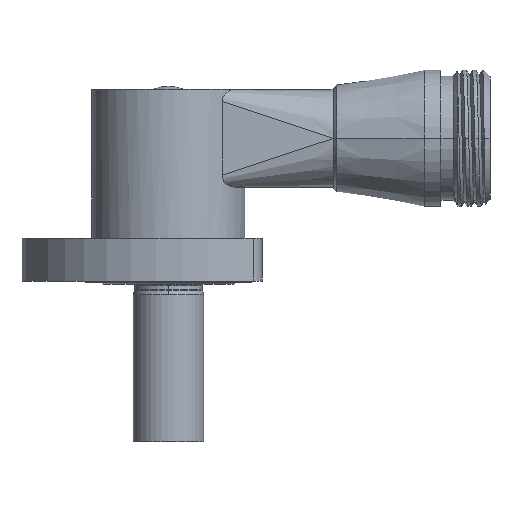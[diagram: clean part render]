
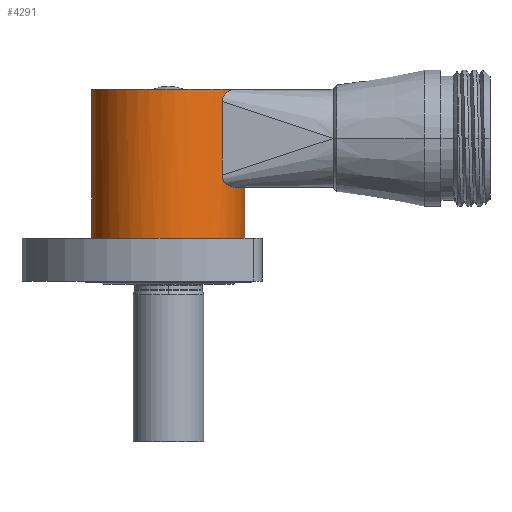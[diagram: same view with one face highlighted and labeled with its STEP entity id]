
A CAD part, front view. The second image highlights one B-rep face of the part: STEP entity #4291.
In plain terms, the highlighted cylindrical face has radius 12.5 mm (diameter 25 mm), a partial arc.
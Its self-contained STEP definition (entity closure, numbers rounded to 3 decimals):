
#35=CARTESIAN_POINT('',(0.,0.,0.2));
#36=DIRECTION('',(0.,0.,1.));
#37=DIRECTION('',(-1.,0.,0.));
#38=AXIS2_PLACEMENT_3D('',#35,#36,#37);
#78=DIRECTION('',(0.,0.,-1.));
#79=VECTOR('',#78,11.1);
#80=CARTESIAN_POINT('',(12.5,0.,11.3));
#81=LINE('',#80,#79);
#82=CARTESIAN_POINT('',(8.765,-8.912,13.3));
#83=CARTESIAN_POINT('',(8.765,-8.912,13.175));
#84=CARTESIAN_POINT('',(8.787,-8.89,12.928));
#85=CARTESIAN_POINT('',(8.908,-8.77,12.551));
#86=CARTESIAN_POINT('',(9.123,-8.548,12.205));
#87=CARTESIAN_POINT('',(9.412,-8.23,11.906));
#88=CARTESIAN_POINT('',(9.753,-7.826,11.66));
#89=CARTESIAN_POINT('',(10.13,-7.334,11.467));
#90=CARTESIAN_POINT('',(10.532,-6.747,11.336));
#91=CARTESIAN_POINT('',(10.808,-6.286,11.3));
#92=CARTESIAN_POINT('',(10.946,-6.036,11.3));
#94=DIRECTION('',(0.,0.,-1.));
#95=VECTOR('',#94,12.);
#96=CARTESIAN_POINT('',(8.765,-8.912,25.3));
#97=LINE('',#96,#95);
#98=CARTESIAN_POINT('',(10.946,-6.036,27.3));
#99=CARTESIAN_POINT('',(10.808,-6.286,27.3));
#100=CARTESIAN_POINT('',(10.532,-6.747,27.264));
#101=CARTESIAN_POINT('',(10.13,-7.334,27.132));
#102=CARTESIAN_POINT('',(9.752,-7.826,26.94));
#103=CARTESIAN_POINT('',(9.412,-8.231,26.694));
#104=CARTESIAN_POINT('',(9.123,-8.548,26.395));
#105=CARTESIAN_POINT('',(8.908,-8.77,26.048));
#106=CARTESIAN_POINT('',(8.787,-8.89,25.672));
#107=CARTESIAN_POINT('',(8.765,-8.912,25.425));
#108=CARTESIAN_POINT('',(8.765,-8.912,25.3));
#110=DIRECTION('',(0.,0.,1.));
#111=VECTOR('',#110,27.1);
#112=CARTESIAN_POINT('',(-12.5,0.,0.2));
#113=LINE('',#112,#111);
#122=CARTESIAN_POINT('',(0.,0.,11.3));
#123=DIRECTION('',(0.,0.,1.));
#124=DIRECTION('',(0.876,-0.483,0.));
#125=AXIS2_PLACEMENT_3D('',#122,#123,#124);
#180=CARTESIAN_POINT('',(0.,0.,27.3));
#181=DIRECTION('',(0.,0.,1.));
#182=DIRECTION('',(-1.,0.,0.));
#183=AXIS2_PLACEMENT_3D('',#180,#181,#182);
#3902=CARTESIAN_POINT('',(12.5,0.,11.3));
#3903=CARTESIAN_POINT('',(12.5,0.,0.2));
#3904=VERTEX_POINT('',#3902);
#3905=VERTEX_POINT('',#3903);
#3912=CARTESIAN_POINT('',(-12.5,0.,27.3));
#3913=VERTEX_POINT('',#3912);
#3914=CARTESIAN_POINT('',(-12.5,0.,0.2));
#3915=VERTEX_POINT('',#3914);
#3916=CARTESIAN_POINT('',(10.946,-6.036,27.3));
#3917=VERTEX_POINT('',#3916);
#3918=VERTEX_POINT('',#108);
#3919=CARTESIAN_POINT('',(8.765,-8.912,13.3));
#3920=VERTEX_POINT('',#3919);
#3921=VERTEX_POINT('',#92);
#4271=CARTESIAN_POINT('',(0.,0.,-0.342));
#4272=DIRECTION('',(0.,0.,1.));
#4273=DIRECTION('',(1.,0.,0.));
#4274=AXIS2_PLACEMENT_3D('',#4271,#4272,#4273);
#4275=CYLINDRICAL_SURFACE('',#4274,12.5);
#4276=ORIENTED_EDGE('',*,*,#4239,.T.);
#4277=ORIENTED_EDGE('',*,*,#4266,.F.);
#4279=ORIENTED_EDGE('',*,*,#4278,.F.);
#4281=ORIENTED_EDGE('',*,*,#4280,.F.);
#4283=ORIENTED_EDGE('',*,*,#4282,.F.);
#4285=ORIENTED_EDGE('',*,*,#4284,.F.);
#4287=ORIENTED_EDGE('',*,*,#4286,.F.);
#4288=ORIENTED_EDGE('',*,*,#4254,.F.);
#4289=EDGE_LOOP('',(#4276,#4277,#4279,#4281,#4283,#4285,#4287,#4288));
#4290=FACE_OUTER_BOUND('',#4289,.F.);
#4291=ADVANCED_FACE('',(#4290),#4275,.F.);
#39=CIRCLE('',#38,12.5);
#93=B_SPLINE_CURVE_WITH_KNOTS('',3,(#82,#83,#84,#85,#86,#87,#88,#89,#90,#91,
#92),.UNSPECIFIED.,.F.,.F.,(4,1,1,1,1,1,1,1,4),(0.,0.125,0.25,0.375,
0.5,0.625,0.75,0.875,1.),.UNSPECIFIED.);
#109=B_SPLINE_CURVE_WITH_KNOTS('',3,(#98,#99,#100,#101,#102,#103,#104,#105,#106,
#107,#108),.UNSPECIFIED.,.F.,.F.,(4,1,1,1,1,1,1,1,4),(0.,0.125,0.25,
0.375,0.5,0.625,0.75,0.875,1.),.UNSPECIFIED.);
#126=CIRCLE('',#125,12.5);
#184=CIRCLE('',#183,12.5);
#4239=EDGE_CURVE('',#3915,#3905,#39,.T.);
#4254=EDGE_CURVE('',#3915,#3913,#113,.T.);
#4266=EDGE_CURVE('',#3904,#3905,#81,.T.);
#4278=EDGE_CURVE('',#3921,#3904,#126,.T.);
#4280=EDGE_CURVE('',#3920,#3921,#93,.T.);
#4282=EDGE_CURVE('',#3918,#3920,#97,.T.);
#4284=EDGE_CURVE('',#3917,#3918,#109,.T.);
#4286=EDGE_CURVE('',#3913,#3917,#184,.T.);
